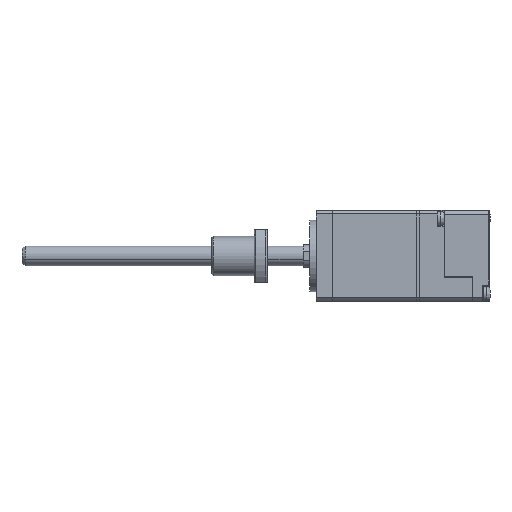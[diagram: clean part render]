
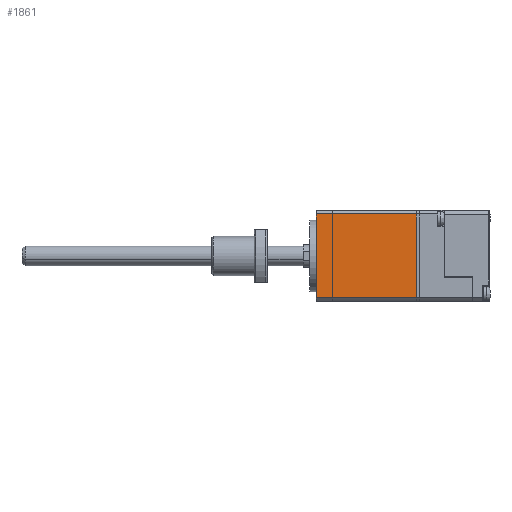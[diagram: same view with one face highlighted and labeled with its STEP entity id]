
A CAD part, left-side view. The second image highlights one B-rep face of the part: STEP entity #1861.
In plain terms, the highlighted planar face has unit normal (-1, 0, 0).
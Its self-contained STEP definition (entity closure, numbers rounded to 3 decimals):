
#167 = VERTEX_POINT ( 'NONE', #13796 ) ;
#607 = ORIENTED_EDGE ( 'NONE', *, *, #4427, .T. ) ;
#836 = DIRECTION ( 'NONE',  ( 0., -1., 0. ) ) ;
#1537 = VERTEX_POINT ( 'NONE', #6254 ) ;
#1687 = LINE ( 'NONE', #10057, #14386 ) ;
#1861 = ADVANCED_FACE ( 'NONE', ( #7542 ), #8706, .T. ) ;
#2250 = LINE ( 'NONE', #7965, #15739 ) ;
#3340 = CARTESIAN_POINT ( 'NONE',  ( -26.711, -0.974, 32.445 ) ) ;
#3868 = VERTEX_POINT ( 'NONE', #8852 ) ;
#3932 = DIRECTION ( 'NONE',  ( -1., 0., 0. ) ) ;
#3945 = LINE ( 'NONE', #3340, #10086 ) ;
#3948 = DIRECTION ( 'NONE',  ( 0., 0., -1. ) ) ;
#4427 = EDGE_CURVE ( 'NONE', #1537, #15646, #1687, .T. ) ;
#4578 = CARTESIAN_POINT ( 'NONE',  ( -26.711, -31.654, 32.445 ) ) ;
#4640 = LINE ( 'NONE', #4578, #11588 ) ;
#6254 = CARTESIAN_POINT ( 'NONE',  ( -26.711, -0.974, 32.445 ) ) ;
#6405 = AXIS2_PLACEMENT_3D ( 'NONE', #13613, #3932, #14978 ) ;
#7542 = FACE_OUTER_BOUND ( 'NONE', #8082, .T. ) ;
#7687 = EDGE_CURVE ( 'NONE', #15646, #167, #2250, .T. ) ;
#7965 = CARTESIAN_POINT ( 'NONE',  ( -26.711, -0.974, 6.755 ) ) ;
#8082 = EDGE_LOOP ( 'NONE', ( #10133, #12776, #607, #15596 ) ) ;
#8706 = PLANE ( 'NONE',  #6405 ) ;
#8852 = CARTESIAN_POINT ( 'NONE',  ( -26.711, -31.654, 32.445 ) ) ;
#9585 = DIRECTION ( 'NONE',  ( 0., 0., -1. ) ) ;
#9828 = EDGE_CURVE ( 'NONE', #1537, #3868, #3945, .T. ) ;
#10057 = CARTESIAN_POINT ( 'NONE',  ( -26.711, -0.974, 32.445 ) ) ;
#10086 = VECTOR ( 'NONE', #15560, 1000. ) ;
#10133 = ORIENTED_EDGE ( 'NONE', *, *, #15380, .F. ) ;
#11588 = VECTOR ( 'NONE', #9585, 1000. ) ;
#12542 = CARTESIAN_POINT ( 'NONE',  ( -26.711, -0.974, 6.755 ) ) ;
#12776 = ORIENTED_EDGE ( 'NONE', *, *, #9828, .F. ) ;
#13613 = CARTESIAN_POINT ( 'NONE',  ( -26.711, -0.974, 32.445 ) ) ;
#13796 = CARTESIAN_POINT ( 'NONE',  ( -26.711, -31.654, 6.755 ) ) ;
#14386 = VECTOR ( 'NONE', #3948, 1000. ) ;
#14978 = DIRECTION ( 'NONE',  ( 0., 0., -1. ) ) ;
#15380 = EDGE_CURVE ( 'NONE', #3868, #167, #4640, .T. ) ;
#15560 = DIRECTION ( 'NONE',  ( 0., -1., 0. ) ) ;
#15596 = ORIENTED_EDGE ( 'NONE', *, *, #7687, .T. ) ;
#15646 = VERTEX_POINT ( 'NONE', #12542 ) ;
#15739 = VECTOR ( 'NONE', #836, 1000. ) ;
